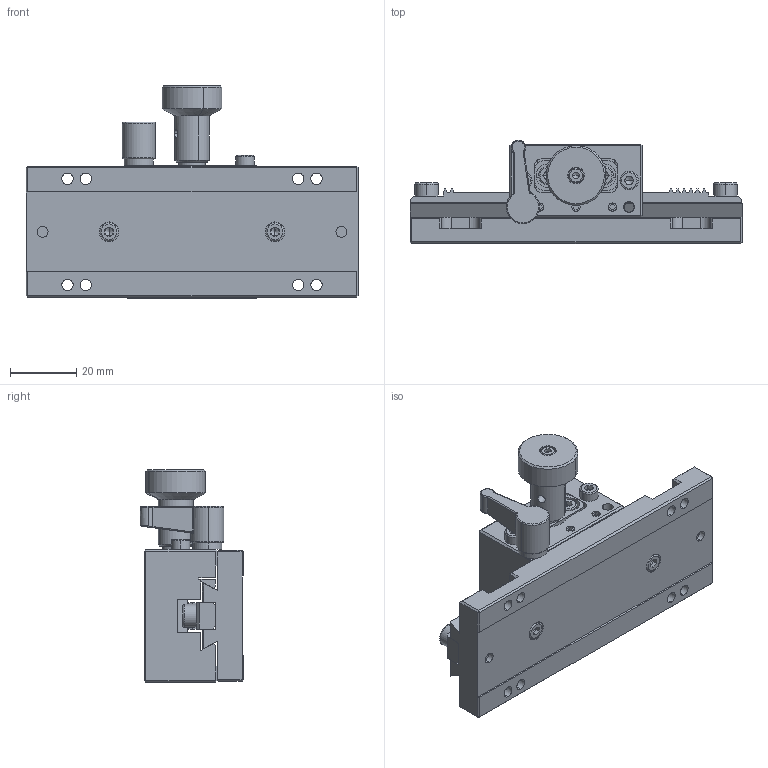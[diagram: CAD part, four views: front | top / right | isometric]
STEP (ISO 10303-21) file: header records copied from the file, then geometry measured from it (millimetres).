
FILE_DESCRIPTION (( 'STEP AP203' ), '1' );
FILE_NAME ('AD60C-40(AP203).STEP', '2020-10-29T07:55:32', ( 'China' ), ( 'Microsoft' ), 'SwSTEP 2.0', 'SolidWorks 2017', '' );
FILE_SCHEMA (( 'CONFIG_CONTROL_DESIGN' ));
Length unit declared in the file: millimetre
Products named in the file (1): AD60C-40(AP203)
Bounding box: 100 x 31.15 x 64 mm (x, y, z)
Surface area: 27115.5 mm2 (no closed solid volume)
Topology: 0 solids, 23 shells, 464 faces, 1387 edges, 888 vertices
Faces by surface type: plane 272, cylinder 130, cone 30, torus 28, bspline 4
Entity records: 15690 total; most frequent: CARTESIAN_POINT 3084, DIRECTION 2695, ORIENTED_EDGE 2374, EDGE_CURVE 1369, LINE 905, VECTOR 905, AXIS2_PLACEMENT_3D 895, VERTEX_POINT 888
